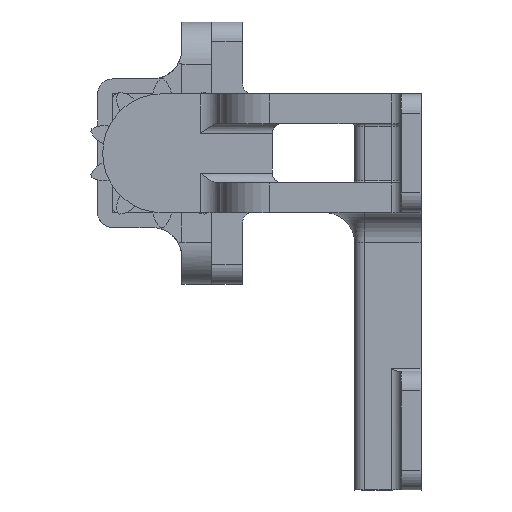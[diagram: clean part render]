
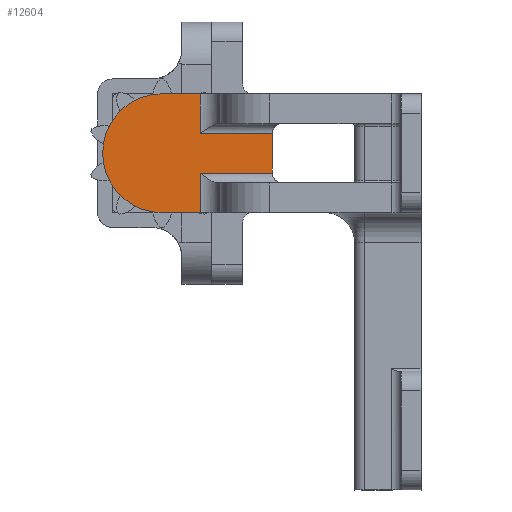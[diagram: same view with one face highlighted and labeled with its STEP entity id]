
A CAD part, left-side view. The second image highlights one B-rep face of the part: STEP entity #12604.
In plain terms, the highlighted planar face has unit normal (-1, 0, 0).
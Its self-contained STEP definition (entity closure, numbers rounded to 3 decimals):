
#37 = EDGE_CURVE ( 'NONE', #1445, #5781, #910, .T. ) ;
#44 = DIRECTION ( 'NONE',  ( 0., 0., -1. ) ) ;
#286 = CARTESIAN_POINT ( 'NONE',  ( -3.5, -3.839, -6. ) ) ;
#576 = DIRECTION ( 'NONE',  ( 0., 1., 0. ) ) ;
#697 = LINE ( 'NONE', #10209, #1524 ) ;
#713 = ORIENTED_EDGE ( 'NONE', *, *, #6717, .T. ) ;
#865 = EDGE_CURVE ( 'NONE', #7123, #9623, #2954, .T. ) ;
#910 = LINE ( 'NONE', #7029, #12051 ) ;
#1004 = CARTESIAN_POINT ( 'NONE',  ( -3.5, -3.839, 2. ) ) ;
#1140 = DIRECTION ( 'NONE',  ( 0., 0., 1. ) ) ;
#1445 = VERTEX_POINT ( 'NONE', #12799 ) ;
#1474 = CARTESIAN_POINT ( 'NONE',  ( -3.5, 0., 6. ) ) ;
#1524 = VECTOR ( 'NONE', #5000, 1000. ) ;
#1879 = VECTOR ( 'NONE', #4368, 1000. ) ;
#2022 = CARTESIAN_POINT ( 'NONE',  ( -3.5, 0., 0. ) ) ;
#2040 = VERTEX_POINT ( 'NONE', #1004 ) ;
#2103 = CARTESIAN_POINT ( 'NONE',  ( -3.5, 0., -6. ) ) ;
#2647 = ORIENTED_EDGE ( 'NONE', *, *, #12551, .T. ) ;
#2728 = CARTESIAN_POINT ( 'NONE',  ( -3.5, 0., 0. ) ) ;
#2841 = CARTESIAN_POINT ( 'NONE',  ( -3.5, -3.839, -2. ) ) ;
#2954 = LINE ( 'NONE', #4086, #9059 ) ;
#3059 = DIRECTION ( 'NONE',  ( 0., 1., 0. ) ) ;
#3120 = CARTESIAN_POINT ( 'NONE',  ( -3.5, -3.839, 2. ) ) ;
#3343 = EDGE_CURVE ( 'NONE', #13226, #8811, #9754, .T. ) ;
#3548 = ORIENTED_EDGE ( 'NONE', *, *, #7515, .T. ) ;
#3991 = DIRECTION ( 'NONE',  ( 0., 0., 1. ) ) ;
#4086 = CARTESIAN_POINT ( 'NONE',  ( -3.5, -3.839, -3. ) ) ;
#4125 = LINE ( 'NONE', #3120, #11638 ) ;
#4186 = ORIENTED_EDGE ( 'NONE', *, *, #865, .F. ) ;
#4337 = EDGE_CURVE ( 'NONE', #5469, #9623, #9177, .T. ) ;
#4368 = DIRECTION ( 'NONE',  ( 0., -1., 0. ) ) ;
#4792 = CARTESIAN_POINT ( 'NONE',  ( -3.5, 0., 6. ) ) ;
#4802 = CARTESIAN_POINT ( 'NONE',  ( -3.5, -3.839, 3. ) ) ;
#4999 = LINE ( 'NONE', #4802, #8240 ) ;
#5000 = DIRECTION ( 'NONE',  ( 0., -1., 0. ) ) ;
#5469 = VERTEX_POINT ( 'NONE', #5947 ) ;
#5781 = VERTEX_POINT ( 'NONE', #11117 ) ;
#5810 = FACE_OUTER_BOUND ( 'NONE', #6333, .T. ) ;
#5947 = CARTESIAN_POINT ( 'NONE',  ( -3.5, 0., -6. ) ) ;
#5996 = CARTESIAN_POINT ( 'NONE',  ( -3.5, -3.839, 6. ) ) ;
#6333 = EDGE_LOOP ( 'NONE', ( #4186, #12050, #12432, #2647, #713, #9991, #3548, #13170 ) ) ;
#6717 = EDGE_CURVE ( 'NONE', #2040, #13226, #4999, .T. ) ;
#7029 = CARTESIAN_POINT ( 'NONE',  ( -3.5, -11.116, 0. ) ) ;
#7057 = VECTOR ( 'NONE', #576, 1000. ) ;
#7123 = VERTEX_POINT ( 'NONE', #2841 ) ;
#7515 = EDGE_CURVE ( 'NONE', #8811, #5469, #12470, .T. ) ;
#8067 = DIRECTION ( 'NONE',  ( -1., 0., 0. ) ) ;
#8116 = EDGE_CURVE ( 'NONE', #7123, #1445, #697, .T. ) ;
#8240 = VECTOR ( 'NONE', #3991, 1000. ) ;
#8811 = VERTEX_POINT ( 'NONE', #4792 ) ;
#8841 = AXIS2_PLACEMENT_3D ( 'NONE', #2728, #11019, #8864 ) ;
#8864 = DIRECTION ( 'NONE',  ( 0., 0., 1. ) ) ;
#9059 = VECTOR ( 'NONE', #44, 1000. ) ;
#9177 = LINE ( 'NONE', #2103, #1879 ) ;
#9623 = VERTEX_POINT ( 'NONE', #286 ) ;
#9754 = LINE ( 'NONE', #1474, #7057 ) ;
#9991 = ORIENTED_EDGE ( 'NONE', *, *, #3343, .T. ) ;
#9997 = PLANE ( 'NONE',  #8841 ) ;
#10209 = CARTESIAN_POINT ( 'NONE',  ( -3.5, -11.116, -2. ) ) ;
#11019 = DIRECTION ( 'NONE',  ( -1., 0., 0. ) ) ;
#11117 = CARTESIAN_POINT ( 'NONE',  ( -3.5, -11.116, 2. ) ) ;
#11200 = AXIS2_PLACEMENT_3D ( 'NONE', #2022, #8067, #1140 ) ;
#11638 = VECTOR ( 'NONE', #3059, 1000. ) ;
#12050 = ORIENTED_EDGE ( 'NONE', *, *, #8116, .T. ) ;
#12051 = VECTOR ( 'NONE', #13083, 1000. ) ;
#12432 = ORIENTED_EDGE ( 'NONE', *, *, #37, .T. ) ;
#12470 = CIRCLE ( 'NONE', #11200, 6. ) ;
#12551 = EDGE_CURVE ( 'NONE', #5781, #2040, #4125, .T. ) ;
#12604 = ADVANCED_FACE ( 'NONE', ( #5810 ), #9997, .T. ) ;
#12799 = CARTESIAN_POINT ( 'NONE',  ( -3.5, -11.116, -2. ) ) ;
#13083 = DIRECTION ( 'NONE',  ( 0., 0., 1. ) ) ;
#13170 = ORIENTED_EDGE ( 'NONE', *, *, #4337, .T. ) ;
#13226 = VERTEX_POINT ( 'NONE', #5996 ) ;
